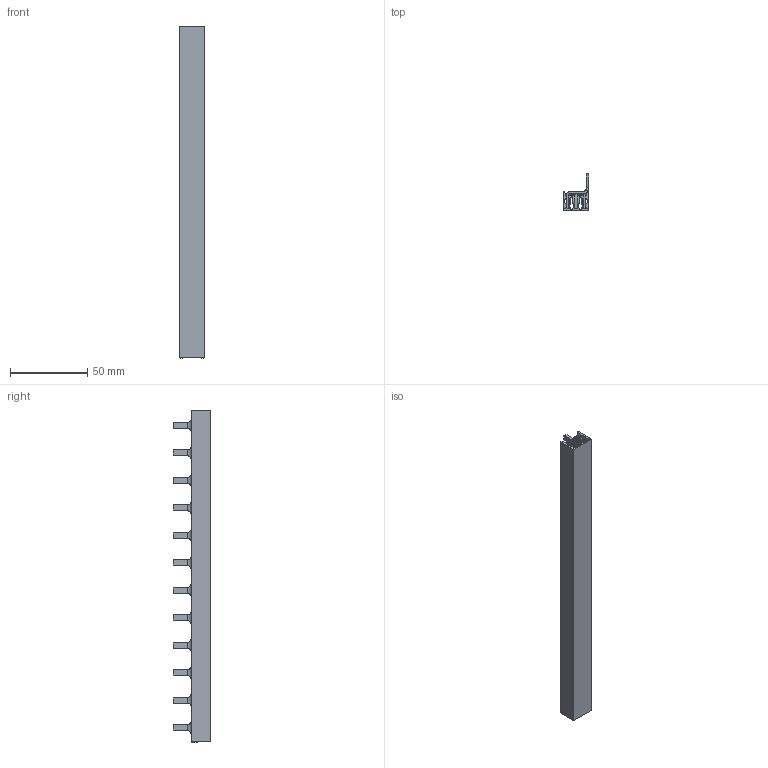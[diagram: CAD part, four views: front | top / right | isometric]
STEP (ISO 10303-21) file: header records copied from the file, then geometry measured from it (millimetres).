
FILE_DESCRIPTION((''),'2;1');
FILE_NAME('IZS10_3F_ASM','2021-04-02T',('marketing.praksa'),('Audax d.o.o.'),'CREO PARAMETRIC BY PTC INC, 2017480','CREO PARAMETRIC BY PTC INC, 2017480','');
FILE_SCHEMA(('AUTOMOTIVE_DESIGN { 1 0 10303 214 1 1 1 1 }'));
Length unit declared in the file: millimetre
Products named in the file (6): S10_01_01_SZYNA1_REV_00; S10_01_03_SZYNA3_REV_00; PRT0153; S10_01_02_SZYNA2_REV_00; PRT9589; IZS10_3F_ASM
Assembly tree (5 placements, depth 2):
  IZS10_3F_ASM
    S10_01_01_SZYNA1_REV_00
    S10_01_03_SZYNA3_REV_00
    PRT0153
    S10_01_02_SZYNA2_REV_00
    PRT9589
Bounding box: 16.53 x 24.2 x 215 mm (x, y, z)
Volume: 24746.6 mm3; surface area: 47358.3 mm2
Topology: 7 solids, 7 shells, 471 faces, 1316 edges, 862 vertices
Faces by surface type: plane 255, cylinder 189, torus 27
Entity records: 22988 total; most frequent: CARTESIAN_POINT 3350, ORIENTED_EDGE 2632, DIRECTION 2591, PRESENTATION_STYLE_ASSIGNMENT 1644, STYLED_ITEM 1644, EDGE_CURVE 1316, CURVE_STYLE 1172, AXIS2_PLACEMENT_3D 877
